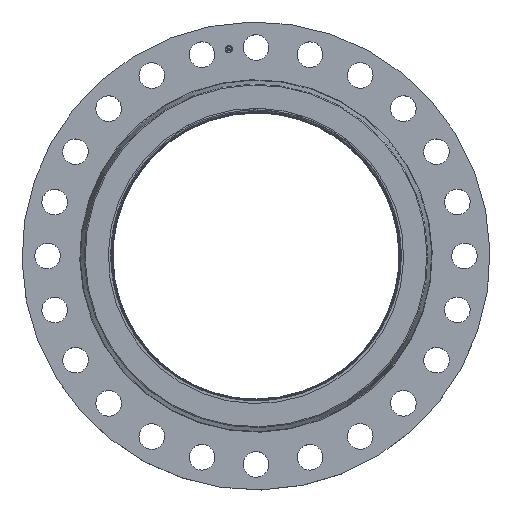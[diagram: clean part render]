
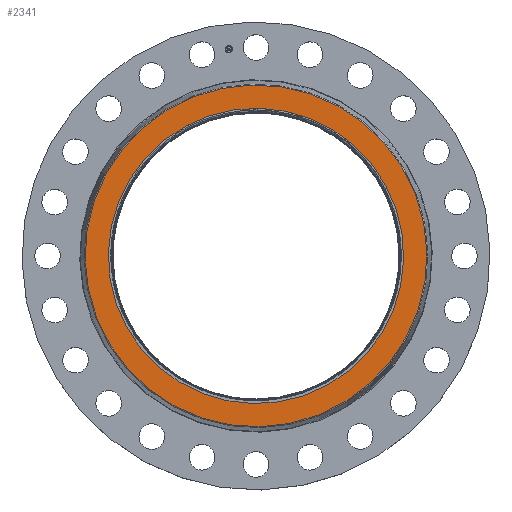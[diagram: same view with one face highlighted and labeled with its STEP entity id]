
A CAD part, top view. The second image highlights one B-rep face of the part: STEP entity #2341.
In plain terms, the highlighted planar face has unit normal (0, 0, 1).
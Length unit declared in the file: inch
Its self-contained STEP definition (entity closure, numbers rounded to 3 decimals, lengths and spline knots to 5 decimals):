
#353=AXIS2_PLACEMENT_3D('Circle Axis2P3D',#351,#352,$) ;
#379=AXIS2_PLACEMENT_3D('Circle Axis2P3D',#377,#378,$) ;
#1941=AXIS2_PLACEMENT_3D('Circle Axis2P3D',#1939,#1940,$) ;
#1965=AXIS2_PLACEMENT_3D('Circle Axis2P3D',#1963,#1964,$) ;
#2331=AXIS2_PLACEMENT_3D('Plane Axis2P3D',#2328,#2329,#2330) ;
#351=CARTESIAN_POINT('Axis2P3D Location',(0.,0.,5.)) ;
#355=CARTESIAN_POINT('Vertex',(-4.8398,8.8592,5.)) ;
#357=CARTESIAN_POINT('Vertex',(4.8398,-8.8592,5.)) ;
#377=CARTESIAN_POINT('Axis2P3D Location',(0.,0.,5.)) ;
#1936=CARTESIAN_POINT('Vertex',(-5.60217,-10.2547,5.)) ;
#1939=CARTESIAN_POINT('Axis2P3D Location',(0.,0.,5.)) ;
#1943=CARTESIAN_POINT('Vertex',(5.60217,10.2547,5.)) ;
#1963=CARTESIAN_POINT('Axis2P3D Location',(0.,0.,5.)) ;
#2328=CARTESIAN_POINT('Axis2P3D Location',(0.,11.68516,5.)) ;
#352=DIRECTION('Axis2P3D Direction',(0.,0.,0.039)) ;
#378=DIRECTION('Axis2P3D Direction',(0.,0.,0.039)) ;
#1940=DIRECTION('Axis2P3D Direction',(0.,0.,-0.039)) ;
#1964=DIRECTION('Axis2P3D Direction',(0.,0.,-0.039)) ;
#2329=DIRECTION('Axis2P3D Direction',(0.,0.,-0.039)) ;
#2330=DIRECTION('Axis2P3D XDirection',(0.039,0.,0.)) ;
#2334=ORIENTED_EDGE('',*,*,#1967,.F.) ;
#2335=ORIENTED_EDGE('',*,*,#1945,.F.) ;
#2338=ORIENTED_EDGE('',*,*,#359,.T.) ;
#2339=ORIENTED_EDGE('',*,*,#381,.T.) ;
#2340=FACE_BOUND('',#2337,.T.) ;
#2341=ADVANCED_FACE('PartBody',(#2336,#2340),#2332,.F.) ;
#354=CIRCLE('generated circle',#353,10.095) ;
#380=CIRCLE('generated circle',#379,10.095) ;
#1942=CIRCLE('generated circle',#1941,11.68516) ;
#1966=CIRCLE('generated circle',#1965,11.68516) ;
#359=EDGE_CURVE('',#356,#358,#354,.F.) ;
#381=EDGE_CURVE('',#358,#356,#380,.F.) ;
#1945=EDGE_CURVE('',#1937,#1944,#1942,.T.) ;
#1967=EDGE_CURVE('',#1944,#1937,#1966,.T.) ;
#2333=EDGE_LOOP('',(#2334,#2335)) ;
#2337=EDGE_LOOP('',(#2338,#2339)) ;
#2336=FACE_OUTER_BOUND('',#2333,.T.) ;
#2332=PLANE('',#2331) ;
#356=VERTEX_POINT('',#355) ;
#358=VERTEX_POINT('',#357) ;
#1937=VERTEX_POINT('',#1936) ;
#1944=VERTEX_POINT('',#1943) ;
